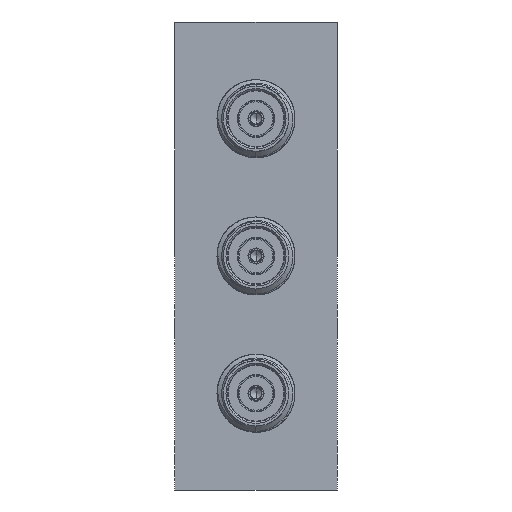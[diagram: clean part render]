
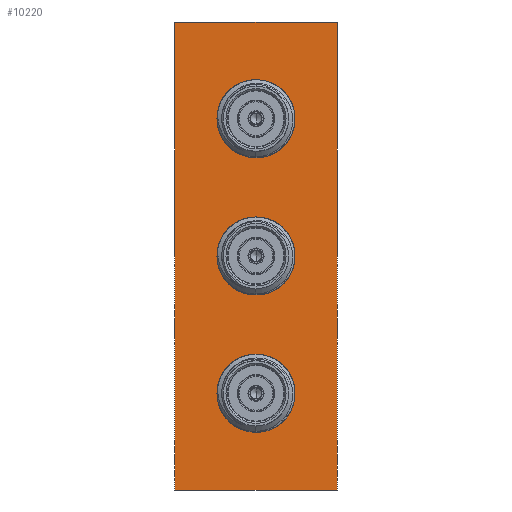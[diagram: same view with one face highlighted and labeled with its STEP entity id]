
A CAD part, front view. The second image highlights one B-rep face of the part: STEP entity #10220.
In plain terms, the highlighted planar face has unit normal (0, -1, 0).
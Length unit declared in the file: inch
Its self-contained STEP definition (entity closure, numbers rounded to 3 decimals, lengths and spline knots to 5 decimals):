
#221 = VERTEX_POINT ( 'NONE', #8550 ) ;
#513 = EDGE_CURVE ( 'NONE', #19732, #221, #9571, .T. ) ;
#952 = ORIENTED_EDGE ( 'NONE', *, *, #24477, .F. ) ;
#1401 = CIRCLE ( 'NONE', #1862, 0.1115 ) ;
#1728 = DIRECTION ( 'NONE',  ( 0., 0., -1. ) ) ;
#1862 = AXIS2_PLACEMENT_3D ( 'NONE', #16983, #6270, #12785 ) ;
#2141 = CARTESIAN_POINT ( 'NONE',  ( 0.26, -0.265, -0.75 ) ) ;
#2356 = CIRCLE ( 'NONE', #18595, 0.1115 ) ;
#2367 = CARTESIAN_POINT ( 'NONE',  ( 0.26, -0.265, -0.75 ) ) ;
#2587 = DIRECTION ( 'NONE',  ( 0., 0., -1. ) ) ;
#2812 = ORIENTED_EDGE ( 'NONE', *, *, #4108, .F. ) ;
#2939 = EDGE_CURVE ( 'NONE', #11140, #10308, #6259, .T. ) ;
#3288 = DIRECTION ( 'NONE',  ( 0., 0., 1. ) ) ;
#3712 = EDGE_CURVE ( 'NONE', #10308, #11140, #2356, .T. ) ;
#3866 = CARTESIAN_POINT ( 'NONE',  ( 0., -0.265, 0. ) ) ;
#4108 = EDGE_CURVE ( 'NONE', #18432, #22970, #17224, .T. ) ;
#4205 = CARTESIAN_POINT ( 'NONE',  ( -0.26, -0.265, -0.75 ) ) ;
#4721 = AXIS2_PLACEMENT_3D ( 'NONE', #17874, #22241, #6586 ) ;
#4884 = CARTESIAN_POINT ( 'NONE',  ( 0., -0.265, -0.44 ) ) ;
#5306 = EDGE_CURVE ( 'NONE', #8430, #19732, #16229, .T. ) ;
#5934 = CARTESIAN_POINT ( 'NONE',  ( 0., -0.265, -0.3285 ) ) ;
#6259 = CIRCLE ( 'NONE', #9969, 0.1115 ) ;
#6270 = DIRECTION ( 'NONE',  ( 0., -1., 0. ) ) ;
#6385 = FACE_BOUND ( 'NONE', #10734, .T. ) ;
#6471 = CARTESIAN_POINT ( 'NONE',  ( 0., -0.265, 0. ) ) ;
#6535 = FACE_BOUND ( 'NONE', #15768, .T. ) ;
#6586 = DIRECTION ( 'NONE',  ( 0., 0., -1. ) ) ;
#6658 = CARTESIAN_POINT ( 'NONE',  ( -0.26, -0.265, -0.75 ) ) ;
#6802 = ORIENTED_EDGE ( 'NONE', *, *, #22253, .F. ) ;
#7412 = CARTESIAN_POINT ( 'NONE',  ( -0.26, -0.265, 0.75 ) ) ;
#7574 = ORIENTED_EDGE ( 'NONE', *, *, #5306, .F. ) ;
#7806 = CARTESIAN_POINT ( 'NONE',  ( 0., -0.265, 0.5515 ) ) ;
#8430 = VERTEX_POINT ( 'NONE', #4205 ) ;
#8550 = CARTESIAN_POINT ( 'NONE',  ( 0.26, -0.265, 0.75 ) ) ;
#9413 = EDGE_LOOP ( 'NONE', ( #952, #11862, #7574, #19237 ) ) ;
#9571 = LINE ( 'NONE', #14317, #25330 ) ;
#9969 = AXIS2_PLACEMENT_3D ( 'NONE', #3866, #28185, #16928 ) ;
#10220 = ADVANCED_FACE ( 'NONE', ( #21894, #6385, #6535, #19560 ), #25870, .F. ) ;
#10308 = VERTEX_POINT ( 'NONE', #13342 ) ;
#10419 = AXIS2_PLACEMENT_3D ( 'NONE', #19418, #15061, #15343 ) ;
#10734 = EDGE_LOOP ( 'NONE', ( #23045, #24213 ) ) ;
#11140 = VERTEX_POINT ( 'NONE', #14849 ) ;
#11160 = VECTOR ( 'NONE', #2587, 39.37008 ) ;
#11342 = CIRCLE ( 'NONE', #18277, 0.1115 ) ;
#11862 = ORIENTED_EDGE ( 'NONE', *, *, #513, .F. ) ;
#12367 = CARTESIAN_POINT ( 'NONE',  ( 0., -0.265, 0.3285 ) ) ;
#12680 = EDGE_CURVE ( 'NONE', #14830, #26787, #11342, .T. ) ;
#12785 = DIRECTION ( 'NONE',  ( 0., 0., -1. ) ) ;
#13201 = LINE ( 'NONE', #2141, #11160 ) ;
#13342 = CARTESIAN_POINT ( 'NONE',  ( 0., -0.265, 0.1115 ) ) ;
#13584 = EDGE_CURVE ( 'NONE', #21228, #8430, #19690, .T. ) ;
#13751 = DIRECTION ( 'NONE',  ( 0., 0., -1. ) ) ;
#14317 = CARTESIAN_POINT ( 'NONE',  ( -0.26, -0.265, 0.75 ) ) ;
#14491 = VECTOR ( 'NONE', #19544, 39.37008 ) ;
#14830 = VERTEX_POINT ( 'NONE', #12367 ) ;
#14849 = CARTESIAN_POINT ( 'NONE',  ( 0., -0.265, -0.1115 ) ) ;
#15061 = DIRECTION ( 'NONE',  ( 0., 1., 0. ) ) ;
#15201 = DIRECTION ( 'NONE',  ( 0., -1., 0. ) ) ;
#15343 = DIRECTION ( 'NONE',  ( 1., 0., 0. ) ) ;
#15555 = ORIENTED_EDGE ( 'NONE', *, *, #27927, .F. ) ;
#15768 = EDGE_LOOP ( 'NONE', ( #2812, #15555 ) ) ;
#16229 = LINE ( 'NONE', #18689, #18633 ) ;
#16928 = DIRECTION ( 'NONE',  ( 0., 0., -1. ) ) ;
#16983 = CARTESIAN_POINT ( 'NONE',  ( 0., -0.265, 0.44 ) ) ;
#17224 = CIRCLE ( 'NONE', #4721, 0.1115 ) ;
#17874 = CARTESIAN_POINT ( 'NONE',  ( 0., -0.265, -0.44 ) ) ;
#18277 = AXIS2_PLACEMENT_3D ( 'NONE', #21493, #28528, #1728 ) ;
#18394 = DIRECTION ( 'NONE',  ( 1., 0., 0. ) ) ;
#18432 = VERTEX_POINT ( 'NONE', #25768 ) ;
#18595 = AXIS2_PLACEMENT_3D ( 'NONE', #6471, #19648, #26686 ) ;
#18633 = VECTOR ( 'NONE', #3288, 39.37008 ) ;
#18667 = EDGE_LOOP ( 'NONE', ( #25989, #6802 ) ) ;
#18689 = CARTESIAN_POINT ( 'NONE',  ( -0.26, -0.265, -0.75 ) ) ;
#19237 = ORIENTED_EDGE ( 'NONE', *, *, #13584, .F. ) ;
#19418 = CARTESIAN_POINT ( 'NONE',  ( 0., -0.265, 0. ) ) ;
#19544 = DIRECTION ( 'NONE',  ( -1., 0., 0. ) ) ;
#19560 = FACE_OUTER_BOUND ( 'NONE', #9413, .T. ) ;
#19648 = DIRECTION ( 'NONE',  ( 0., -1., 0. ) ) ;
#19690 = LINE ( 'NONE', #6658, #14491 ) ;
#19732 = VERTEX_POINT ( 'NONE', #7412 ) ;
#21228 = VERTEX_POINT ( 'NONE', #2367 ) ;
#21493 = CARTESIAN_POINT ( 'NONE',  ( 0., -0.265, 0.44 ) ) ;
#21894 = FACE_BOUND ( 'NONE', #18667, .T. ) ;
#22241 = DIRECTION ( 'NONE',  ( 0., -1., 0. ) ) ;
#22253 = EDGE_CURVE ( 'NONE', #26787, #14830, #1401, .T. ) ;
#22970 = VERTEX_POINT ( 'NONE', #5934 ) ;
#23045 = ORIENTED_EDGE ( 'NONE', *, *, #2939, .F. ) ;
#24213 = ORIENTED_EDGE ( 'NONE', *, *, #3712, .F. ) ;
#24477 = EDGE_CURVE ( 'NONE', #221, #21228, #13201, .T. ) ;
#25330 = VECTOR ( 'NONE', #18394, 39.37008 ) ;
#25768 = CARTESIAN_POINT ( 'NONE',  ( 0., -0.265, -0.5515 ) ) ;
#25870 = PLANE ( 'NONE',  #10419 ) ;
#25989 = ORIENTED_EDGE ( 'NONE', *, *, #12680, .F. ) ;
#26142 = AXIS2_PLACEMENT_3D ( 'NONE', #4884, #15201, #13751 ) ;
#26686 = DIRECTION ( 'NONE',  ( 0., 0., -1. ) ) ;
#26787 = VERTEX_POINT ( 'NONE', #7806 ) ;
#27554 = CIRCLE ( 'NONE', #26142, 0.1115 ) ;
#27927 = EDGE_CURVE ( 'NONE', #22970, #18432, #27554, .T. ) ;
#28185 = DIRECTION ( 'NONE',  ( 0., -1., 0. ) ) ;
#28528 = DIRECTION ( 'NONE',  ( 0., -1., 0. ) ) ;
